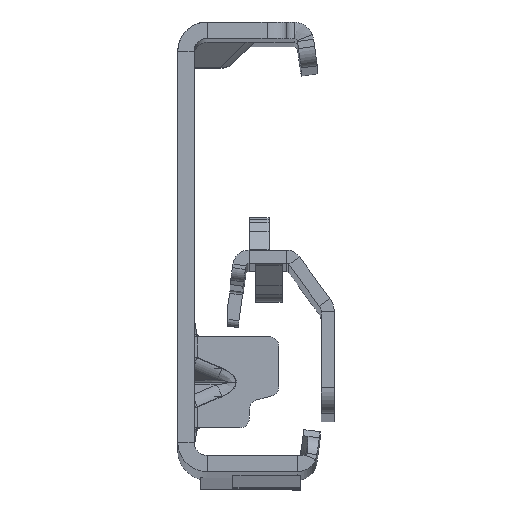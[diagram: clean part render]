
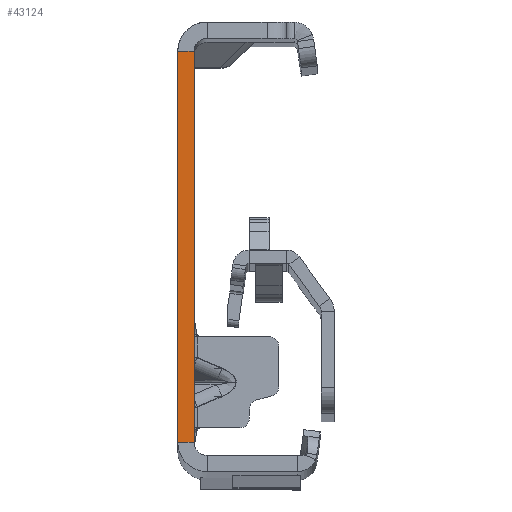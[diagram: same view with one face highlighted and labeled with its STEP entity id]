
A CAD part, top view. The second image highlights one B-rep face of the part: STEP entity #43124.
In plain terms, the highlighted planar face has unit normal (0, 0, 1).
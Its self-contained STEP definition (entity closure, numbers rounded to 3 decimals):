
#1516 = CARTESIAN_POINT ( 'NONE',  ( 0., 30., 0. ) ) ;
#2766 = AXIS2_PLACEMENT_3D ( 'NONE', #45023, #28846, #10957 ) ;
#4830 = EDGE_CURVE ( 'NONE', #46679, #38805, #27564, .T. ) ;
#6575 = EDGE_CURVE ( 'NONE', #17929, #38805, #7329, .T. ) ;
#7329 = LINE ( 'NONE', #11036, #36841 ) ;
#8941 = CARTESIAN_POINT ( 'NONE',  ( -2.5, -32., 0. ) ) ;
#10957 = DIRECTION ( 'NONE',  ( 1., 0., 0. ) ) ;
#11036 = CARTESIAN_POINT ( 'NONE',  ( 0., -30., 0. ) ) ;
#12516 = CARTESIAN_POINT ( 'NONE',  ( 0., 30., 0. ) ) ;
#13614 = ORIENTED_EDGE ( 'NONE', *, *, #6575, .F. ) ;
#17696 = LINE ( 'NONE', #44788, #29506 ) ;
#17929 = VERTEX_POINT ( 'NONE', #32735 ) ;
#20400 = DIRECTION ( 'NONE',  ( -1., 0., 0. ) ) ;
#24323 = VERTEX_POINT ( 'NONE', #12516 ) ;
#25110 = FACE_OUTER_BOUND ( 'NONE', #35168, .T. ) ;
#25222 = CARTESIAN_POINT ( 'NONE',  ( -2.5, 30., 0. ) ) ;
#27564 = LINE ( 'NONE', #8941, #29531 ) ;
#28846 = DIRECTION ( 'NONE',  ( 0., 0., 1. ) ) ;
#29506 = VECTOR ( 'NONE', #40081, 1000. ) ;
#29531 = VECTOR ( 'NONE', #42748, 1000. ) ;
#32735 = CARTESIAN_POINT ( 'NONE',  ( 0., -30., 0. ) ) ;
#35168 = EDGE_LOOP ( 'NONE', ( #48240, #40371, #38408, #13614 ) ) ;
#35477 = CARTESIAN_POINT ( 'NONE',  ( -2.5, -30., 0. ) ) ;
#35813 = LINE ( 'NONE', #1516, #47526 ) ;
#36841 = VECTOR ( 'NONE', #37403, 1000. ) ;
#37403 = DIRECTION ( 'NONE',  ( -1., 0., 0. ) ) ;
#38408 = ORIENTED_EDGE ( 'NONE', *, *, #4830, .T. ) ;
#38805 = VERTEX_POINT ( 'NONE', #35477 ) ;
#39312 = EDGE_CURVE ( 'NONE', #24323, #17929, #17696, .T. ) ;
#40081 = DIRECTION ( 'NONE',  ( 0., -1., 0. ) ) ;
#40371 = ORIENTED_EDGE ( 'NONE', *, *, #46473, .T. ) ;
#42748 = DIRECTION ( 'NONE',  ( 0., -1., 0. ) ) ;
#43124 = ADVANCED_FACE ( 'NONE', ( #25110 ), #44772, .T. ) ;
#44772 = PLANE ( 'NONE',  #2766 ) ;
#44788 = CARTESIAN_POINT ( 'NONE',  ( 0., -32., 0. ) ) ;
#45023 = CARTESIAN_POINT ( 'NONE',  ( -2.5, -32., 0. ) ) ;
#46473 = EDGE_CURVE ( 'NONE', #24323, #46679, #35813, .T. ) ;
#46679 = VERTEX_POINT ( 'NONE', #25222 ) ;
#47526 = VECTOR ( 'NONE', #20400, 1000. ) ;
#48240 = ORIENTED_EDGE ( 'NONE', *, *, #39312, .F. ) ;
